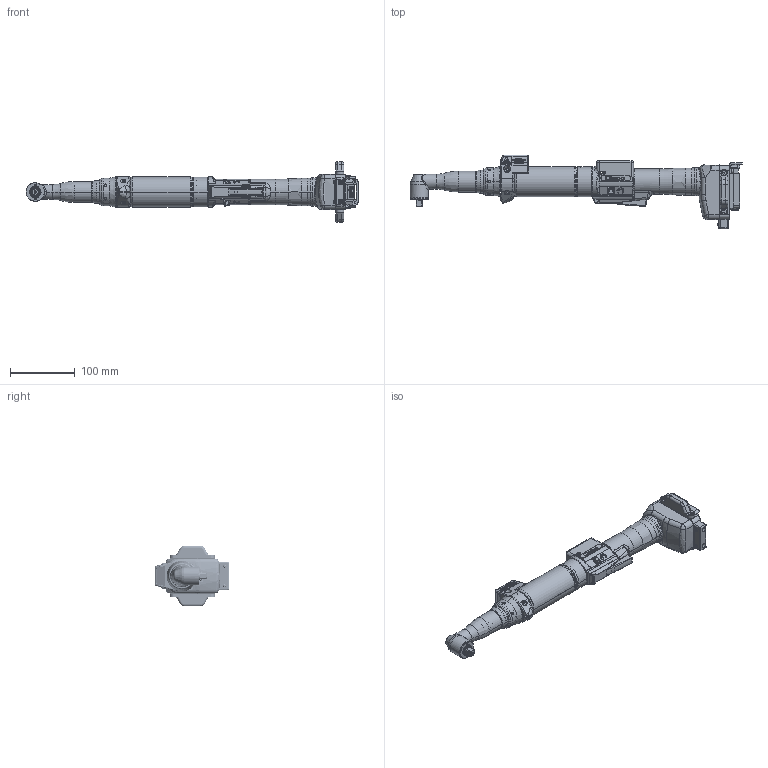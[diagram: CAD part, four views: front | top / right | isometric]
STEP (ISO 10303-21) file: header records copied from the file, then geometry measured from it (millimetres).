
FILE_DESCRIPTION((''),'2;1');
FILE_NAME('47BAYSB28P3_SW0001','2015-11-11T',('J380X'),(''),'PRO/ENGINEER BY PARAMETRIC TECHNOLOGY CORPORATION, 2010140','PRO/ENGINEER BY PARAMETRIC TECHNOLOGY CORPORATION, 2010140','');
FILE_SCHEMA(('CONFIG_CONTROL_DESIGN'));
Products named in the file (1): 47BAYSB28P3_SW0001
Bounding box: 512 x 113.95 x 93.5 mm (x, y, z)
Volume: 233732 mm3; surface area: 238233.8 mm2
Topology: 11 solids, 12 shells, 9343 faces, 25813 edges, 16832 vertices
Faces by surface type: plane 7399, cylinder 1170, bspline 295, cone 195, torus 182, sphere 96, extrusion 6
Entity records: 328571 total; most frequent: CARTESIAN_POINT 91986, ORIENTED_EDGE 51594, DIRECTION 45128, EDGE_CURVE 25797, VECTOR 21330, LINE 21324, VERTEX_POINT 16832, AXIS2_PLACEMENT_3D 11899
